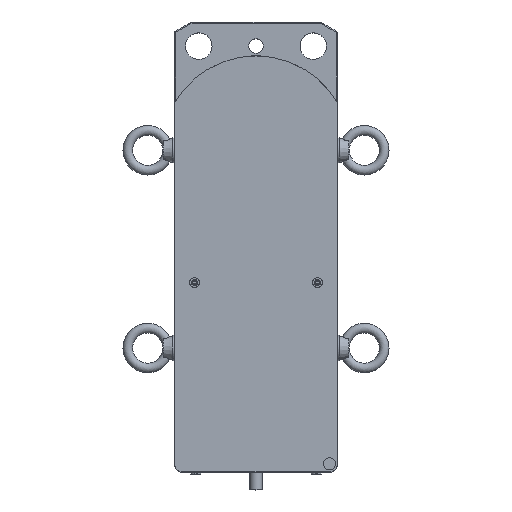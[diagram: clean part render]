
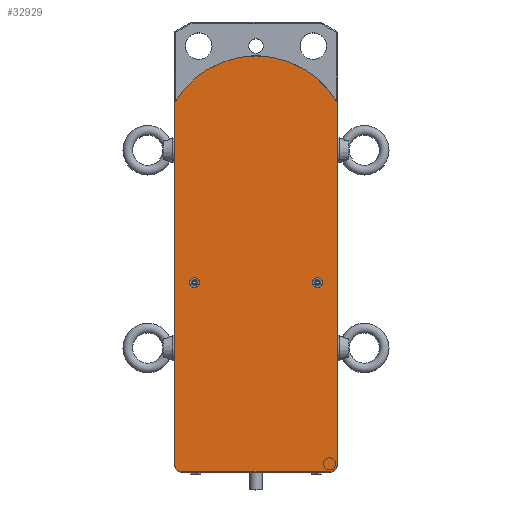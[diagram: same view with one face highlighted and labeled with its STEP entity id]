
A CAD part, top view. The second image highlights one B-rep face of the part: STEP entity #32929.
In plain terms, the highlighted planar face has unit normal (0, 0, 1).
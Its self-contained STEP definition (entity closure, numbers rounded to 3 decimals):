
#943=FACE_BOUND('',#4461,.T.);
#944=FACE_BOUND('',#4462,.T.);
#1274=PLANE('',#35149);
#2544=FACE_OUTER_BOUND('',#4460,.T.);
#4460=EDGE_LOOP('',(#22256,#22257,#22258,#22259,#22260,#22261));
#4461=EDGE_LOOP('',(#22262));
#4462=EDGE_LOOP('',(#22263));
#6372=CIRCLE('',#34833,4.);
#6374=CIRCLE('',#34844,4.);
#6545=CIRCLE('',#35139,78.);
#6547=CIRCLE('',#35143,6.6);
#6549=CIRCLE('',#35147,6.6);
#8130=LINE('',#49872,#10818);
#8136=LINE('',#49885,#10824);
#8140=LINE('',#49895,#10828);
#10818=VECTOR('',#39441,10.);
#10824=VECTOR('',#39455,10.);
#10828=VECTOR('',#39467,10.);
#13369=VERTEX_POINT('',#48234);
#13383=VERTEX_POINT('',#48278);
#13670=VERTEX_POINT('',#49865);
#13671=VERTEX_POINT('',#49867);
#13672=VERTEX_POINT('',#49871);
#13674=VERTEX_POINT('',#49877);
#13675=VERTEX_POINT('',#49884);
#13677=VERTEX_POINT('',#49891);
#16529=EDGE_CURVE('',#13369,#13369,#6372,.T.);
#16550=EDGE_CURVE('',#13383,#13383,#6374,.T.);
#16957=EDGE_CURVE('',#13671,#13670,#6545,.T.);
#16959=EDGE_CURVE('',#13672,#13671,#8130,.T.);
#16962=EDGE_CURVE('',#13674,#13672,#6547,.T.);
#16967=EDGE_CURVE('',#13675,#13674,#8136,.T.);
#16971=EDGE_CURVE('',#13677,#13675,#6549,.T.);
#16973=EDGE_CURVE('',#13670,#13677,#8140,.T.);
#22256=ORIENTED_EDGE('',*,*,#16973,.T.);
#22257=ORIENTED_EDGE('',*,*,#16971,.T.);
#22258=ORIENTED_EDGE('',*,*,#16967,.T.);
#22259=ORIENTED_EDGE('',*,*,#16962,.T.);
#22260=ORIENTED_EDGE('',*,*,#16959,.T.);
#22261=ORIENTED_EDGE('',*,*,#16957,.T.);
#22262=ORIENTED_EDGE('',*,*,#16529,.T.);
#22263=ORIENTED_EDGE('',*,*,#16550,.T.);
#32929=ADVANCED_FACE('',(#2544,#943,#944),#1274,.T.);
#34833=AXIS2_PLACEMENT_3D('',#48235,#38639,#38640);
#34844=AXIS2_PLACEMENT_3D('',#48279,#38680,#38681);
#35139=AXIS2_PLACEMENT_3D('',#49868,#39436,#39437);
#35143=AXIS2_PLACEMENT_3D('',#49878,#39447,#39448);
#35147=AXIS2_PLACEMENT_3D('',#49892,#39462,#39463);
#35149=AXIS2_PLACEMENT_3D('',#49896,#39468,#39469);
#38639=DIRECTION('center_axis',(0.,0.,
-1.));
#38640=DIRECTION('ref_axis',(1.,0.,0.));
#38680=DIRECTION('center_axis',(0.,0.,
-1.));
#38681=DIRECTION('ref_axis',(1.,0.,0.));
#39436=DIRECTION('center_axis',(0.,0.,
1.));
#39437=DIRECTION('ref_axis',(0.865,0.501,0.));
#39441=DIRECTION('',(0.,1.,0.));
#39447=DIRECTION('center_axis',(0.,0.,
1.));
#39448=DIRECTION('ref_axis',(0.,-1.,0.));
#39455=DIRECTION('',(1.,0.,0.));
#39462=DIRECTION('center_axis',(0.,0.,
1.));
#39463=DIRECTION('ref_axis',(-1.,0.,0.));
#39467=DIRECTION('',(0.,-1.,0.));
#39468=DIRECTION('center_axis',(0.,0.,
1.));
#39469=DIRECTION('ref_axis',(0.,1.,0.));
#48234=CARTESIAN_POINT('',(-55.,-110.,168.));
#48235=CARTESIAN_POINT('Origin',(-51.,-110.,168.));
#48278=CARTESIAN_POINT('',(47.,-110.,168.));
#48279=CARTESIAN_POINT('Origin',(51.,-110.,168.));
#49865=CARTESIAN_POINT('',(-67.5,39.086,168.));
#49867=CARTESIAN_POINT('',(67.5,39.086,168.));
#49868=CARTESIAN_POINT('Origin',(0.,0.,
168.));
#49871=CARTESIAN_POINT('',(67.5,-260.4,168.));
#49872=CARTESIAN_POINT('',(67.5,-260.4,168.));
#49877=CARTESIAN_POINT('',(60.9,-267.,168.));
#49878=CARTESIAN_POINT('Origin',(60.9,-260.4,168.));
#49884=CARTESIAN_POINT('',(-60.9,-267.,168.));
#49885=CARTESIAN_POINT('',(-60.9,-267.,168.));
#49891=CARTESIAN_POINT('',(-67.5,-260.4,168.));
#49892=CARTESIAN_POINT('Origin',(-60.9,-260.4,168.));
#49895=CARTESIAN_POINT('',(-67.5,39.086,168.));
#49896=CARTESIAN_POINT('Origin',(0.,-110.654,
168.));
